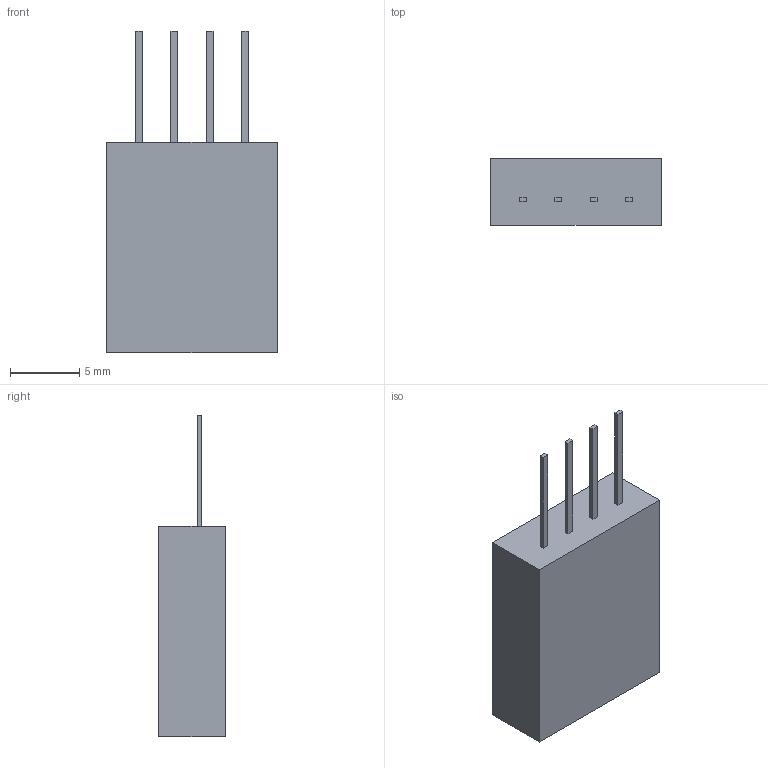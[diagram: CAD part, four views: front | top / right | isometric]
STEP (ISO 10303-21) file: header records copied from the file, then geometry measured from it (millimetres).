
FILE_DESCRIPTION (( 'STEP AP214' ), '1' );
FILE_NAME ('AM2320 with case.STEP', '2023-04-01T15:52:15', ( '' ), ( '' ), 'SwSTEP 2.0', 'SolidWorks 2019', '' );
FILE_SCHEMA (( 'AUTOMOTIVE_DESIGN' ));
Length unit declared in the file: millimetre
Products named in the file (1): AM2320 with case
Bounding box: 12.3 x 4.8 x 23.2 mm (x, y, z)
Volume: 872.2 mm3; surface area: 810.3 mm2
Topology: 5 solids, 5 shells, 105 faces, 240 edges, 160 vertices
Faces by surface type: plane 105
Entity records: 2964 total; most frequent: CARTESIAN_POINT 506, ORIENTED_EDGE 480, DIRECTION 452, EDGE_CURVE 240, LINE 240, VECTOR 240, VERTEX_POINT 160, EDGE_LOOP 120
